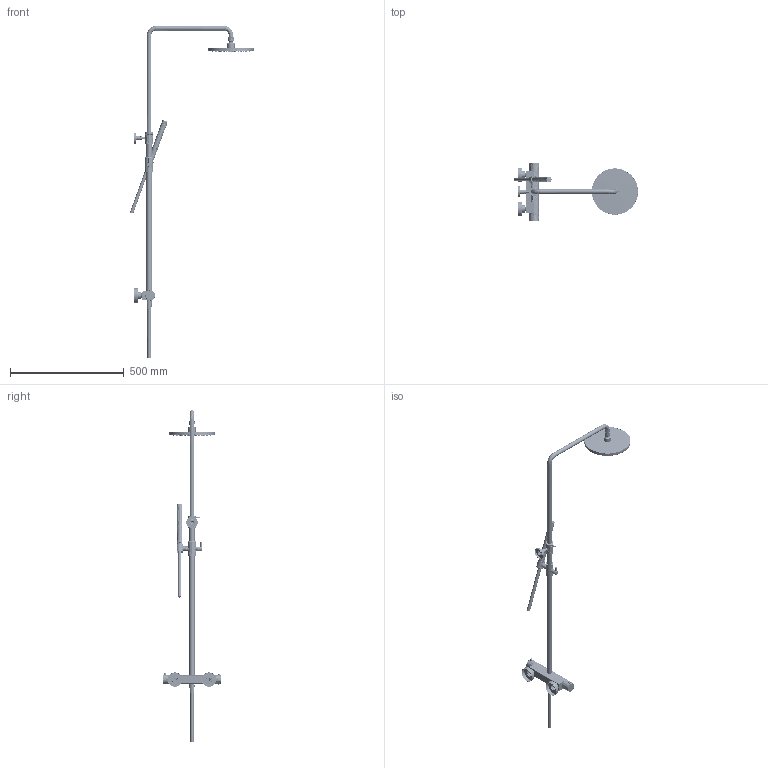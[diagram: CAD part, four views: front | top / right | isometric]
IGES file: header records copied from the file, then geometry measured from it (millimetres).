
Start section: C
Global section: file name: SDSAC9-00 Rel1.igs; native system: By Siemens PLM Incorporated; preprocessor: XPlus GENERIC/IGES 26.1.183; author: Author; organization: Title; date: 20250211.083354; units: millimetre
Bounding box: 546.25 x 259.35 x 1461.19 mm (x, y, z)
Surface area: 795859.2 mm2 (no closed solid volume)
Topology: 0 solids, 0 shells, 4093 faces, 23662 edges, 23560 vertices
Faces by surface type: bspline 4093
